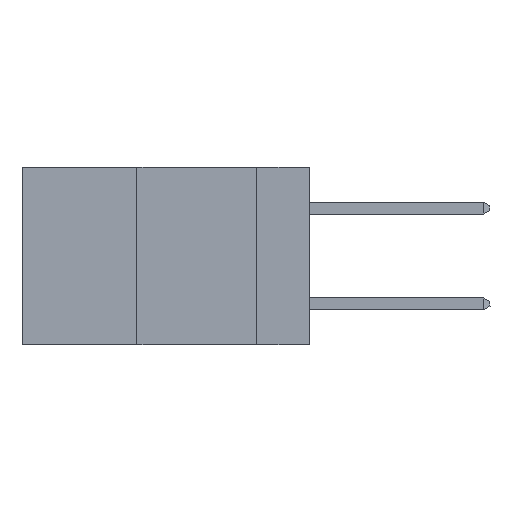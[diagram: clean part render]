
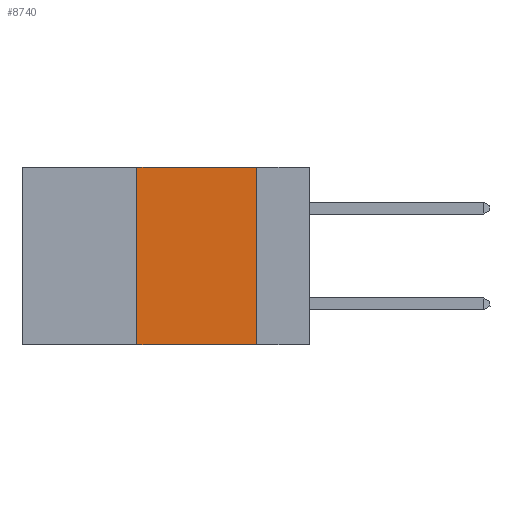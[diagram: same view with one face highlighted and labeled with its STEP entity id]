
A CAD part, left-side view. The second image highlights one B-rep face of the part: STEP entity #8740.
In plain terms, the highlighted planar face has unit normal (-1, 0, 0).
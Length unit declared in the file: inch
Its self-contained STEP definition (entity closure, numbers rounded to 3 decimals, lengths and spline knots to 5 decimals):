
#48 = PLANE ( 'NONE',  #7434 ) ;
#209 = VERTEX_POINT ( 'NONE', #7261 ) ;
#745 = LINE ( 'NONE', #9731, #6840 ) ;
#746 = VECTOR ( 'NONE', #3753, 39.37008 ) ;
#901 = LINE ( 'NONE', #2791, #746 ) ;
#953 = CARTESIAN_POINT ( 'NONE',  ( 0., 0.6, 0. ) ) ;
#1477 = CARTESIAN_POINT ( 'NONE',  ( 0., 0.11, 0. ) ) ;
#1482 = CARTESIAN_POINT ( 'NONE',  ( 0., 0.36, 0. ) ) ;
#1869 = DIRECTION ( 'NONE',  ( 1., 0., 0. ) ) ;
#1939 = VECTOR ( 'NONE', #5911, 39.37008 ) ;
#1948 = LINE ( 'NONE', #2627, #1939 ) ;
#2174 = VERTEX_POINT ( 'NONE', #1482 ) ;
#2341 = CARTESIAN_POINT ( 'NONE',  ( 0., 0.11, -0.37 ) ) ;
#2619 = EDGE_CURVE ( 'NONE', #2174, #3630, #901, .T. ) ;
#2627 = CARTESIAN_POINT ( 'NONE',  ( 0., 0.11, 0. ) ) ;
#2791 = CARTESIAN_POINT ( 'NONE',  ( 0., 0.6, 0. ) ) ;
#3032 = EDGE_CURVE ( 'NONE', #3630, #9075, #1948, .T. ) ;
#3630 = VERTEX_POINT ( 'NONE', #1477 ) ;
#3753 = DIRECTION ( 'NONE',  ( 0., -1., 0. ) ) ;
#4630 = CARTESIAN_POINT ( 'NONE',  ( 0., 0.36, 0. ) ) ;
#5135 = DIRECTION ( 'NONE',  ( 0., 0., -1. ) ) ;
#5911 = DIRECTION ( 'NONE',  ( 0., 0., -1. ) ) ;
#6576 = ORIENTED_EDGE ( 'NONE', *, *, #10861, .F. ) ;
#6840 = VECTOR ( 'NONE', #8098, 39.37008 ) ;
#7261 = CARTESIAN_POINT ( 'NONE',  ( 0., 0.36, -0.37 ) ) ;
#7434 = AXIS2_PLACEMENT_3D ( 'NONE', #953, #1869, #5135 ) ;
#8098 = DIRECTION ( 'NONE',  ( 0., -1., 0. ) ) ;
#8246 = EDGE_LOOP ( 'NONE', ( #10330, #8871, #6576, #10253 ) ) ;
#8542 = LINE ( 'NONE', #4630, #9195 ) ;
#8740 = ADVANCED_FACE ( 'NONE', ( #9623 ), #48, .F. ) ;
#8871 = ORIENTED_EDGE ( 'NONE', *, *, #2619, .F. ) ;
#8951 = DIRECTION ( 'NONE',  ( 0., 0., 1. ) ) ;
#9075 = VERTEX_POINT ( 'NONE', #2341 ) ;
#9195 = VECTOR ( 'NONE', #8951, 39.37008 ) ;
#9243 = EDGE_CURVE ( 'NONE', #209, #9075, #745, .T. ) ;
#9623 = FACE_OUTER_BOUND ( 'NONE', #8246, .T. ) ;
#9731 = CARTESIAN_POINT ( 'NONE',  ( 0., 0.6, -0.37 ) ) ;
#10253 = ORIENTED_EDGE ( 'NONE', *, *, #9243, .T. ) ;
#10330 = ORIENTED_EDGE ( 'NONE', *, *, #3032, .F. ) ;
#10861 = EDGE_CURVE ( 'NONE', #209, #2174, #8542, .T. ) ;
